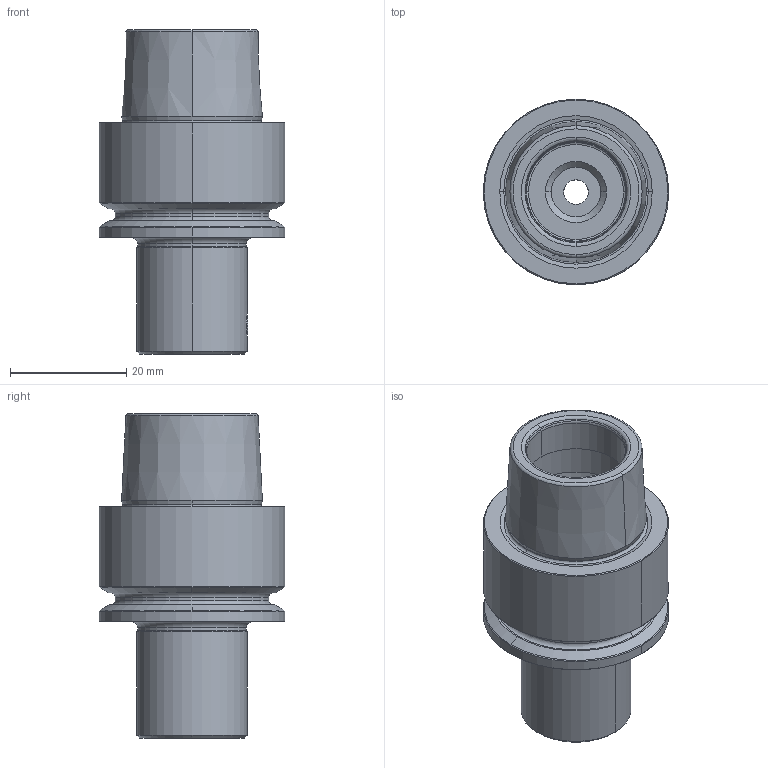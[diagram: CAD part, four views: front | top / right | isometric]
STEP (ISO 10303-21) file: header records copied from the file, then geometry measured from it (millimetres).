
FILE_DESCRIPTION(('no description'),'unknown implementation level');
FILE_NAME('24223A3A-ADA5-44F2-B532-25FDE8F318C0_export.stp',' ',('CIMSOURCE GmbH'),('CADClick - KiM GmbH - www.kimweb.de'),'unknown preprocess','ACIS','unknown authorization');
FILE_SCHEMA(('automotive_design'));
Length unit declared in the file: millimetre
Products named in the file (2): 328.257F Kaiser HSK-E32xCKB1x50|690.431 Kaiser ETL M4 X 5 CK1;Schnitt-Linear austragen1; 328.257F Kaiser HSK-E32xCKB1x50|328.257F Kaiser HSK-E32xCKB1x50;Schnitt-Rotation12
Bounding box: 31.94 x 31.94 x 55.9 mm (x, y, z)
Volume: 19616.1 mm3; surface area: 8539.4 mm2
Topology: 2 solids, 2 shells, 143 faces, 325 edges, 191 vertices
Faces by surface type: cone 52, cylinder 34, plane 33, torus 24
Entity records: 7907 total; most frequent: CARTESIAN_POINT 839, DIRECTION 777, STYLED_ITEM 659, PRESENTATION_STYLE_ASSIGNMENT 659, COLOUR_RGB 659, ORIENTED_EDGE 646, AXIS2_PLACEMENT_3D 325, EDGE_CURVE 323
